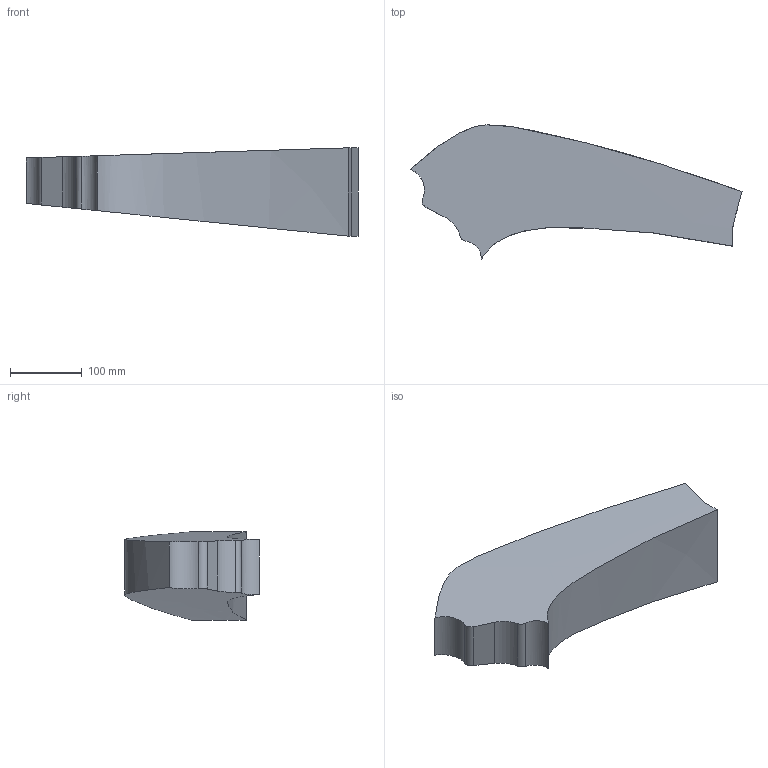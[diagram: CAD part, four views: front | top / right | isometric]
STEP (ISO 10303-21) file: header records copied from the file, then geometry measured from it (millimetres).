
FILE_DESCRIPTION(/* description */ (''),/* implementation_level */ '2;1');
FILE_NAME(/* name */ '6c90ef74-0600-11ec-8f9b-020dc2b44123.step',/* time_stamp */ '2021-08-26T00:05:34+00:00',/* author */ (''),/* organization */ (''),/* preprocessor_version */ 'ST-DEVELOPER v18.1',/* originating_system */ 'Autodesk Translation Framework v10.6.0.1341',/* authorisation */ '');
FILE_SCHEMA (('AUTOMOTIVE_DESIGN { 1 0 10303 214 3 1 1 }'));
Length unit declared in the file: centimetre
Products named in the file (1): temp_body
Bounding box: 464.01 x 187.5 x 123.52 mm (x, y, z)
Volume: 4847954.5 mm3; surface area: 207707.5 mm2
Topology: 1 solids, 1 shells, 13 faces, 35 edges, 24 vertices
Faces by surface type: bspline 7, cylinder 5, plane 1
Entity records: 8377 total; most frequent: CARTESIAN_POINT 8091, ORIENTED_EDGE 70, EDGE_CURVE 35, B_SPLINE_CURVE_WITH_KNOTS 29, VERTEX_POINT 24, DIRECTION 20, FACE_OUTER_BOUND 13, EDGE_LOOP 13
